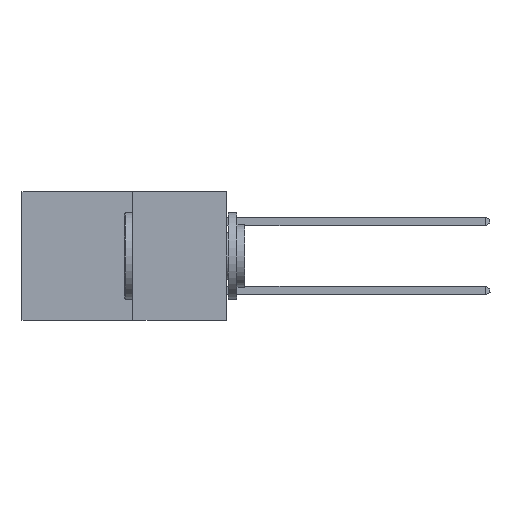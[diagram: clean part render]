
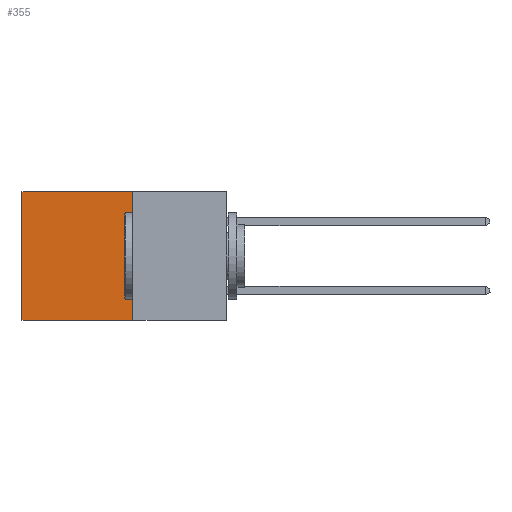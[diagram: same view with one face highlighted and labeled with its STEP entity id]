
A CAD part, left-side view. The second image highlights one B-rep face of the part: STEP entity #355.
In plain terms, the highlighted planar face has unit normal (-1, 0, 0).
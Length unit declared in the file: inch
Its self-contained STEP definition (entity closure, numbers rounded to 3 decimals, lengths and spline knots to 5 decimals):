
#28 = DIRECTION ( 'NONE',  ( 0., 0., -1. ) ) ;
#355 = ADVANCED_FACE ( 'NONE', ( #2804 ), #9331, .F. ) ;
#367 = CARTESIAN_POINT ( 'NONE',  ( 0.277, 0.27, 0. ) ) ;
#403 = EDGE_CURVE ( 'NONE', #7038, #8461, #5927, .T. ) ;
#503 = LINE ( 'NONE', #5636, #8256 ) ;
#653 = DIRECTION ( 'NONE',  ( 1., 0., 0. ) ) ;
#780 = EDGE_CURVE ( 'NONE', #1875, #7038, #8000, .T. ) ;
#1055 = CARTESIAN_POINT ( 'NONE',  ( 0.277, 0.27, -0.37 ) ) ;
#1875 = VERTEX_POINT ( 'NONE', #5812 ) ;
#2072 = DIRECTION ( 'NONE',  ( 0., 1., 0. ) ) ;
#2668 = VECTOR ( 'NONE', #2072, 39.37008 ) ;
#2804 = FACE_OUTER_BOUND ( 'NONE', #7059, .T. ) ;
#4658 = CARTESIAN_POINT ( 'NONE',  ( 0.277, 0.27, -0.37 ) ) ;
#4783 = ORIENTED_EDGE ( 'NONE', *, *, #780, .F. ) ;
#4799 = ORIENTED_EDGE ( 'NONE', *, *, #8110, .T. ) ;
#5257 = CARTESIAN_POINT ( 'NONE',  ( 0.277, 0.59, 0. ) ) ;
#5486 = VERTEX_POINT ( 'NONE', #5257 ) ;
#5498 = CARTESIAN_POINT ( 'NONE',  ( 0.277, 0.59, -0.37 ) ) ;
#5636 = CARTESIAN_POINT ( 'NONE',  ( 0.277, 0.59, -0.37 ) ) ;
#5714 = ORIENTED_EDGE ( 'NONE', *, *, #7082, .T. ) ;
#5750 = ORIENTED_EDGE ( 'NONE', *, *, #403, .F. ) ;
#5770 = DIRECTION ( 'NONE',  ( 0., 0., -1. ) ) ;
#5812 = CARTESIAN_POINT ( 'NONE',  ( 0.277, 0.27, 0. ) ) ;
#5927 = LINE ( 'NONE', #1055, #9350 ) ;
#6054 = CARTESIAN_POINT ( 'NONE',  ( 0.277, 0.27, -0.37 ) ) ;
#6305 = DIRECTION ( 'NONE',  ( 0., 0., -1. ) ) ;
#6475 = LINE ( 'NONE', #367, #2668 ) ;
#6801 = AXIS2_PLACEMENT_3D ( 'NONE', #7874, #653, #28 ) ;
#7038 = VERTEX_POINT ( 'NONE', #6054 ) ;
#7059 = EDGE_LOOP ( 'NONE', ( #5714, #5750, #4783, #4799 ) ) ;
#7082 = EDGE_CURVE ( 'NONE', #5486, #8461, #503, .T. ) ;
#7874 = CARTESIAN_POINT ( 'NONE',  ( 0.277, 0.27, -0.37 ) ) ;
#8000 = LINE ( 'NONE', #4658, #9336 ) ;
#8110 = EDGE_CURVE ( 'NONE', #1875, #5486, #6475, .T. ) ;
#8256 = VECTOR ( 'NONE', #5770, 39.37008 ) ;
#8386 = DIRECTION ( 'NONE',  ( 0., 1., 0. ) ) ;
#8461 = VERTEX_POINT ( 'NONE', #5498 ) ;
#9331 = PLANE ( 'NONE',  #6801 ) ;
#9336 = VECTOR ( 'NONE', #6305, 39.37008 ) ;
#9350 = VECTOR ( 'NONE', #8386, 39.37008 ) ;
